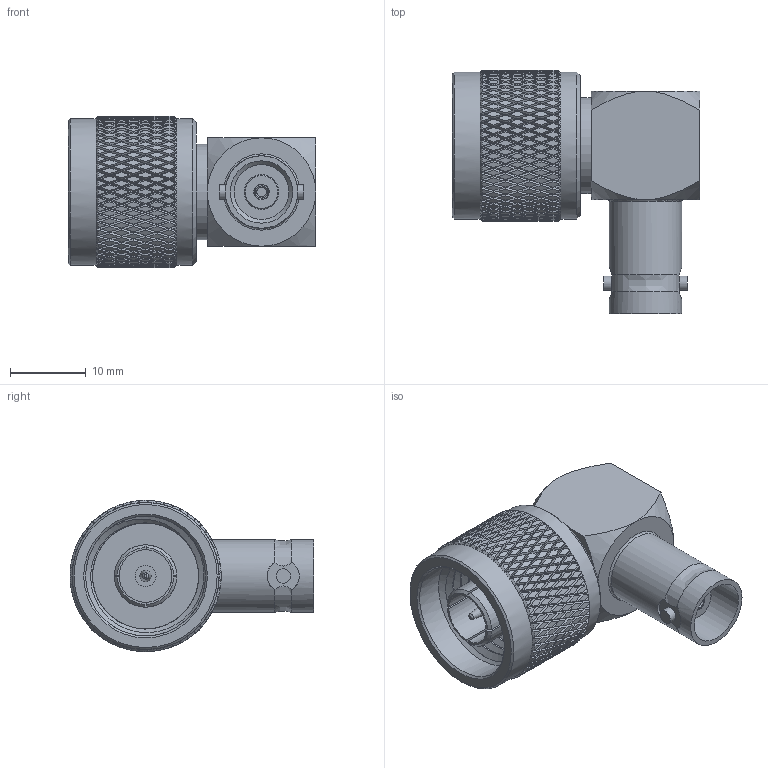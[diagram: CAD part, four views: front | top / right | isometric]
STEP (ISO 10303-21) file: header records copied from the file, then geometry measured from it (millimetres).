
FILE_DESCRIPTION (( 'STEP AP203' ), '1' );
FILE_NAME ('SM3508_3D.step', '2022-07-28T18:09:03', ( '' ), ( '' ), 'SwSTEP 2.0', 'SolidWorks 2021', '' );
FILE_SCHEMA (( 'CONFIG_CONTROL_DESIGN' ));
Length unit declared in the file: inch
Products named in the file (1): SM3508_3D
Bounding box: 32.77 x 32.29 x 20 mm (x, y, z)
Volume: 7265.2 mm3; surface area: 4852.4 mm2
Topology: 1 solids, 1 shells, 2532 faces, 5174 edges, 2656 vertices
Faces by surface type: bspline 1766, cylinder 468, cone 245, plane 52, torus 1
Full cylindrical faces by diameter (mm): 1.27 x1, 1.524 x1, 1.905 x2, 2.794 x1, 4.572 x1, 6.985 x1, 8.255 x2, 9.601 x2, 12.7 x1, 15.875 x5, 19.461 x2
Entity records: 91006 total; most frequent: CARTESIAN_POINT 57943, ORIENTED_EDGE 10246, EDGE_CURVE 5123, VERTEX_POINT 2635, EDGE_LOOP 2562, DIRECTION 2554, FACE_OUTER_BOUND 2543, ADVANCED_FACE 2526
